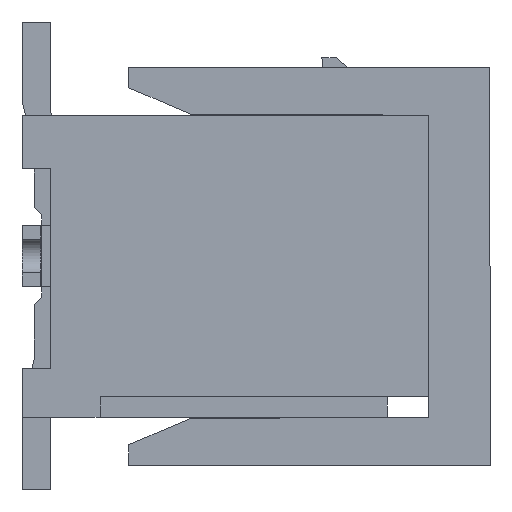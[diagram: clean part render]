
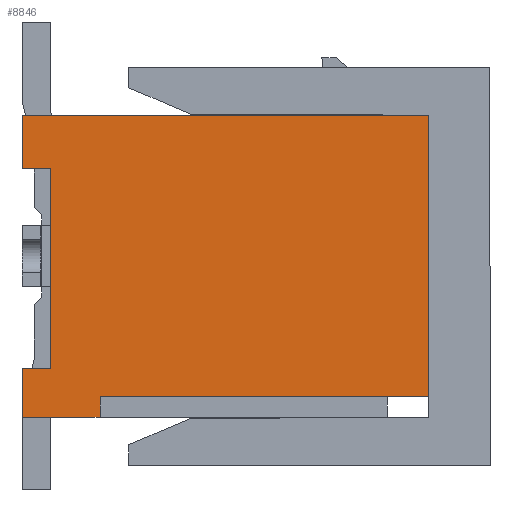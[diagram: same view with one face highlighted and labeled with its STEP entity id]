
A CAD part, left-side view. The second image highlights one B-rep face of the part: STEP entity #8846.
In plain terms, the highlighted planar face has unit normal (-1, 0, 0).
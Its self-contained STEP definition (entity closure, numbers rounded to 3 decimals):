
#1065=ORIENTED_EDGE('',*,*,#3448,.F.);
#1066=ORIENTED_EDGE('',*,*,#3446,.F.);
#1067=ORIENTED_EDGE('',*,*,#3542,.F.);
#1068=ORIENTED_EDGE('',*,*,#3543,.F.);
#1069=ORIENTED_EDGE('',*,*,#3531,.T.);
#1070=ORIENTED_EDGE('',*,*,#2926,.T.);
#1071=ORIENTED_EDGE('',*,*,#3544,.T.);
#1072=ORIENTED_EDGE('',*,*,#3406,.F.);
#1073=ORIENTED_EDGE('',*,*,#3410,.F.);
#1074=ORIENTED_EDGE('',*,*,#3347,.F.);
#2926=EDGE_CURVE('',#4220,#4219,#5079,.T.);
#3347=EDGE_CURVE('',#4598,#4599,#5472,.T.);
#3406=EDGE_CURVE('',#4652,#4653,#5531,.T.);
#3410=EDGE_CURVE('',#4599,#4652,#5535,.T.);
#3446=EDGE_CURVE('',#4676,#4670,#5571,.T.);
#3448=EDGE_CURVE('',#4670,#4598,#5572,.T.);
#3531=EDGE_CURVE('',#4737,#4220,#5655,.T.);
#3542=EDGE_CURVE('',#4742,#4676,#5666,.T.);
#3543=EDGE_CURVE('',#4737,#4742,#5667,.T.);
#3544=EDGE_CURVE('',#4219,#4653,#5668,.T.);
#4219=VERTEX_POINT('',#12300);
#4220=VERTEX_POINT('',#12302);
#4598=VERTEX_POINT('',#13164);
#4599=VERTEX_POINT('',#13166);
#4652=VERTEX_POINT('',#13284);
#4653=VERTEX_POINT('',#13286);
#4670=VERTEX_POINT('',#13342);
#4676=VERTEX_POINT('',#13354);
#4737=VERTEX_POINT('',#13509);
#4742=VERTEX_POINT('',#13527);
#5079=LINE('',#12301,#6300);
#5472=LINE('',#13165,#6693);
#5531=LINE('',#13285,#6752);
#5535=LINE('',#13292,#6756);
#5571=LINE('',#13355,#6792);
#5572=LINE('',#13358,#6793);
#5655=LINE('',#13508,#6876);
#5666=LINE('',#13528,#6887);
#5667=LINE('',#13530,#6888);
#5668=LINE('',#13531,#6889);
#6300=VECTOR('',#9916,1000.);
#6693=VECTOR('',#10493,1000.);
#6752=VECTOR('',#10566,1000.);
#6756=VECTOR('',#10572,1000.);
#6792=VECTOR('',#10618,1000.);
#6793=VECTOR('',#10623,1000.);
#6876=VECTOR('',#10720,1000.);
#6887=VECTOR('',#10737,1000.);
#6888=VECTOR('',#10740,1000.);
#6889=VECTOR('',#10741,1000.);
#7537=EDGE_LOOP('',(#1065,#1066,#1067,#1068,#1069,#1070,#1071,#1072,#1073,
#1074));
#8010=FACE_BOUND('',#7537,.T.);
#8447=PLANE('',#9360);
#8846=ADVANCED_FACE('',(#8010),#8447,.T.);
#9360=AXIS2_PLACEMENT_3D('',#13529,#10738,#10739);
#9916=DIRECTION('',(0.,0.,1.));
#10493=DIRECTION('',(0.,0.,1.));
#10566=DIRECTION('',(0.,0.,1.));
#10572=DIRECTION('',(0.,1.,0.));
#10618=DIRECTION('',(0.,0.,1.));
#10623=DIRECTION('',(0.,-1.,0.));
#10720=DIRECTION('',(0.,-1.,0.));
#10737=DIRECTION('',(0.,1.,0.));
#10738=DIRECTION('',(-1.,0.,0.));
#10739=DIRECTION('',(0.,0.,1.));
#10740=DIRECTION('',(0.,0.,-1.));
#10741=DIRECTION('',(0.,1.,0.));
#12300=CARTESIAN_POINT('',(-13.85,-4.95,3.68));
#12301=CARTESIAN_POINT('',(-13.85,-4.95,-3.68));
#12302=CARTESIAN_POINT('',(-13.85,-4.95,-3.18));
#13164=CARTESIAN_POINT('',(-13.85,4.25,-2.48));
#13165=CARTESIAN_POINT('',(-13.85,4.25,-2.48));
#13166=CARTESIAN_POINT('',(-13.85,4.25,2.37));
#13284=CARTESIAN_POINT('',(-13.85,4.95,2.37));
#13285=CARTESIAN_POINT('',(-13.85,4.95,-3.68));
#13286=CARTESIAN_POINT('',(-13.85,4.95,3.68));
#13292=CARTESIAN_POINT('',(-13.85,4.25,2.37));
#13342=CARTESIAN_POINT('',(-13.85,4.95,-2.48));
#13354=CARTESIAN_POINT('',(-13.85,4.95,-3.68));
#13355=CARTESIAN_POINT('',(-13.85,4.95,-3.68));
#13358=CARTESIAN_POINT('',(-13.85,4.95,-2.48));
#13508=CARTESIAN_POINT('',(-13.85,-4.95,-3.18));
#13509=CARTESIAN_POINT('',(-13.85,3.05,-3.18));
#13527=CARTESIAN_POINT('',(-13.85,3.05,-3.68));
#13528=CARTESIAN_POINT('',(-13.85,-4.95,-3.68));
#13529=CARTESIAN_POINT('',(-13.85,-4.95,-3.68));
#13530=CARTESIAN_POINT('',(-13.85,3.05,-3.18));
#13531=CARTESIAN_POINT('',(-13.85,-4.95,3.68));
